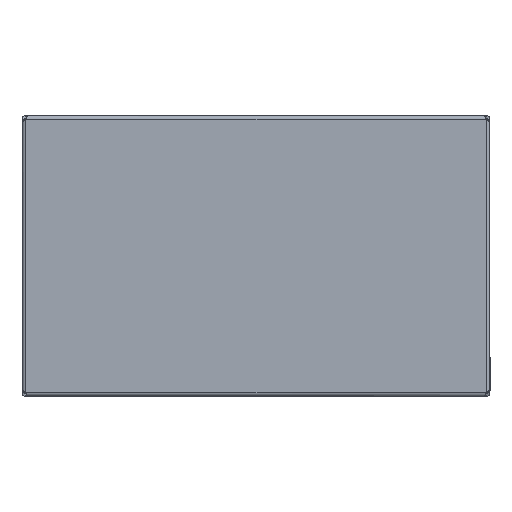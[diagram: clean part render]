
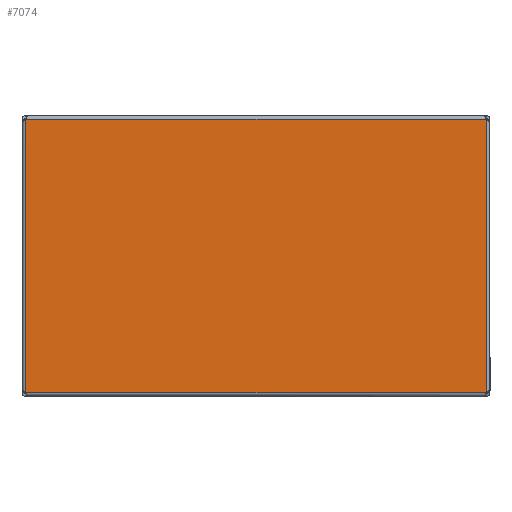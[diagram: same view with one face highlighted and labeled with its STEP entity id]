
A CAD part, front view. The second image highlights one B-rep face of the part: STEP entity #7074.
In plain terms, the highlighted planar face has unit normal (0, -1, 0).
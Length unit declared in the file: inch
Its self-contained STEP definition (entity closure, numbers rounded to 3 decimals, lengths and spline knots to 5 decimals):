
#127 = ORIENTED_EDGE ( 'NONE', *, *, #1422, .T. ) ;
#201 = DIRECTION ( 'NONE',  ( 1., 0., 0. ) ) ;
#323 = DIRECTION ( 'NONE',  ( 0., 0., -1. ) ) ;
#387 = CARTESIAN_POINT ( 'NONE',  ( -9.83352, 0., -12.66504 ) ) ;
#770 = EDGE_LOOP ( 'NONE', ( #6604, #1169, #127, #1317 ) ) ;
#1092 = VERTEX_POINT ( 'NONE', #387 ) ;
#1154 = CARTESIAN_POINT ( 'NONE',  ( -18.9548, 0., -0.99806 ) ) ;
#1169 = ORIENTED_EDGE ( 'NONE', *, *, #1824, .T. ) ;
#1317 = ORIENTED_EDGE ( 'NONE', *, *, #5166, .T. ) ;
#1422 = EDGE_CURVE ( 'NONE', #6002, #4782, #3379, .T. ) ;
#1661 = CARTESIAN_POINT ( 'NONE',  ( -9.83352, 0., -0.99806 ) ) ;
#1771 = DIRECTION ( 'NONE',  ( 0., 0., -1. ) ) ;
#1824 = EDGE_CURVE ( 'NONE', #1092, #6002, #4449, .T. ) ;
#2057 = VECTOR ( 'NONE', #7145, 39.37008 ) ;
#2849 = CARTESIAN_POINT ( 'NONE',  ( 9.83352, 0., -0.99806 ) ) ;
#2894 = VECTOR ( 'NONE', #5393, 39.37008 ) ;
#3240 = VECTOR ( 'NONE', #201, 39.37008 ) ;
#3379 = LINE ( 'NONE', #6183, #2057 ) ;
#3696 = CARTESIAN_POINT ( 'NONE',  ( -9.83352, 0., 0. ) ) ;
#3802 = FACE_OUTER_BOUND ( 'NONE', #770, .T. ) ;
#4449 = LINE ( 'NONE', #7881, #3240 ) ;
#4572 = AXIS2_PLACEMENT_3D ( 'NONE', #6001, #5185, #1771 ) ;
#4713 = VECTOR ( 'NONE', #323, 39.37008 ) ;
#4782 = VERTEX_POINT ( 'NONE', #2849 ) ;
#5166 = EDGE_CURVE ( 'NONE', #4782, #5499, #6642, .T. ) ;
#5185 = DIRECTION ( 'NONE',  ( 0., -1., 0. ) ) ;
#5393 = DIRECTION ( 'NONE',  ( -1., 0., 0. ) ) ;
#5499 = VERTEX_POINT ( 'NONE', #1661 ) ;
#6001 = CARTESIAN_POINT ( 'NONE',  ( -18.9548, 0., 0. ) ) ;
#6002 = VERTEX_POINT ( 'NONE', #7568 ) ;
#6183 = CARTESIAN_POINT ( 'NONE',  ( 9.83352, 0., 0. ) ) ;
#6604 = ORIENTED_EDGE ( 'NONE', *, *, #7384, .T. ) ;
#6642 = LINE ( 'NONE', #1154, #2894 ) ;
#7074 = ADVANCED_FACE ( 'NONE', ( #3802 ), #7885, .T. ) ;
#7145 = DIRECTION ( 'NONE',  ( 0., 0., 1. ) ) ;
#7384 = EDGE_CURVE ( 'NONE', #5499, #1092, #8598, .T. ) ;
#7568 = CARTESIAN_POINT ( 'NONE',  ( 9.83352, 0., -12.66504 ) ) ;
#7881 = CARTESIAN_POINT ( 'NONE',  ( -18.9548, 0., -12.66504 ) ) ;
#7885 = PLANE ( 'NONE',  #4572 ) ;
#8598 = LINE ( 'NONE', #3696, #4713 ) ;
